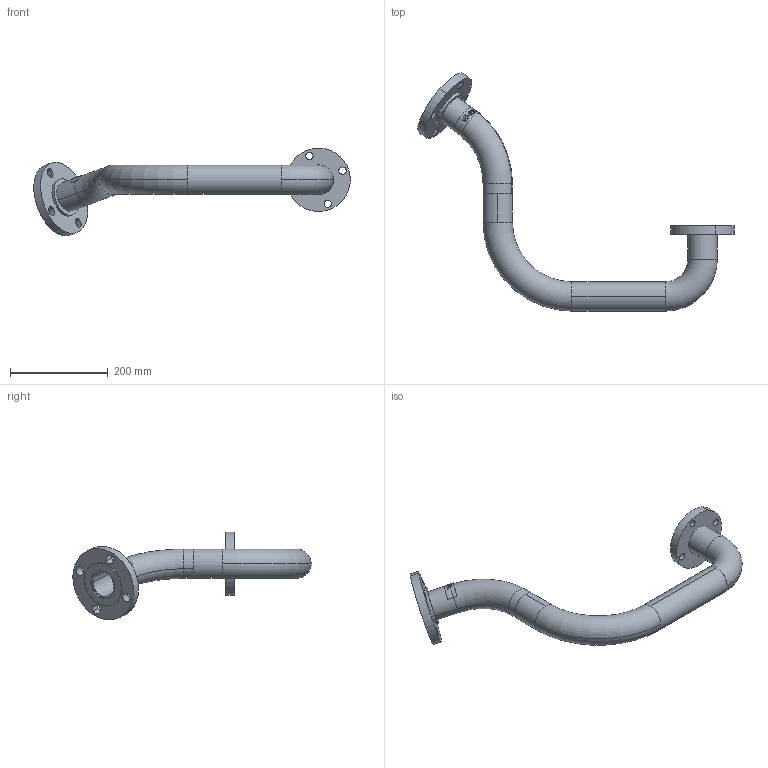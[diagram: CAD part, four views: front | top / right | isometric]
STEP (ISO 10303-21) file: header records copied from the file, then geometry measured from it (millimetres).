
FILE_DESCRIPTION (( 'STEP AP203' ), '1' );
FILE_NAME ('3974-13-50-022_REV_.step', '2026-02-01T23:46:43', ( '' ), ( '' ), 'SwSTEP 2.0', 'SolidWorks 2025', '' );
FILE_SCHEMA (( 'CONFIG_CONTROL_DESIGN' ));
Length unit declared in the file: millimetre
Products named in the file (9): 3435-50-022-02_Default<As Machined>; 3974-13-50-022_REV_; 3435-50-016-03_Default<As Machined>; 3435-50-022-03; 3435-50-022-01_Default<As Machined>; OEM-50-150-SO-316L; OEM-50-LR-40-316L_Default<As Machined>; 3435-50-022-04_Default<As Machined>; OEM-50NB-JIS5K-P-316L_Default<As Machined>
Assembly tree (7 placements, depth 2):
  3974-13-50-022_REV_
    OEM-50NB-JIS5K-P-316L_Default<As Machined>
    OEM-50-150-SO-316L
    3435-50-016-03_Default<As Machined>
    3435-50-022-02_Default<As Machined>
    3435-50-022-03
    3435-50-022-04_Default<As Machined>
    OEM-50-LR-40-316L_Default<As Machined>
  3435-50-022-01_Default<As Machined>
Bounding box: 648.84 x 488.52 x 179.77 mm (x, y, z)
Volume: 1071839.3 mm3; surface area: 412376 mm2
Topology: 7 solids, 7 shells, 141 faces, 349 edges, 230 vertices
Faces by surface type: cylinder 60, plane 37, bspline 32, torus 12
Entity records: 11765 total; most frequent: CARTESIAN_POINT 7604, ORIENTED_EDGE 698, DIRECTION 628, EDGE_CURVE 349, AXIS2_PLACEMENT_3D 273, VERTEX_POINT 230, EDGE_LOOP 177, CIRCLE 154
